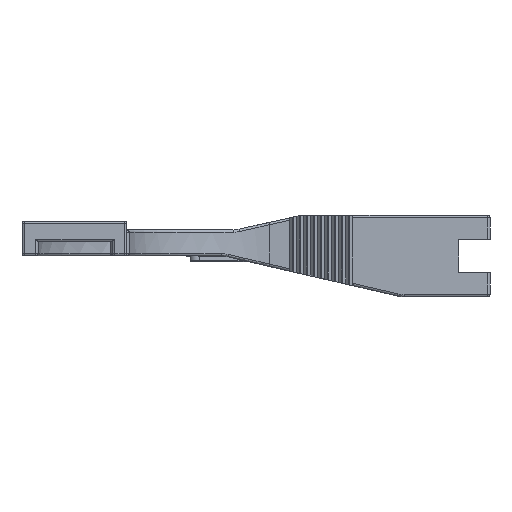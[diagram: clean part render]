
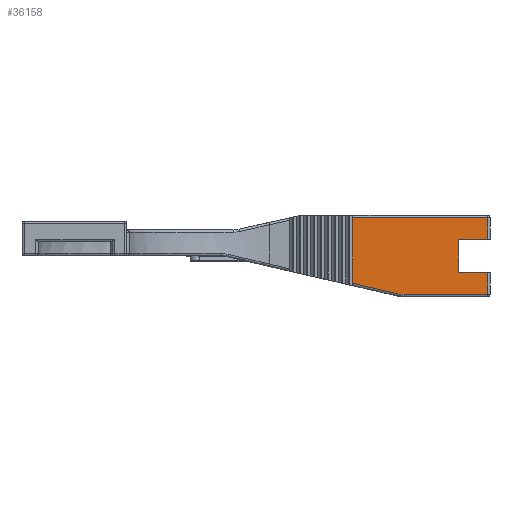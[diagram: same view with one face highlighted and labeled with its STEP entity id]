
A CAD part, left-side view. The second image highlights one B-rep face of the part: STEP entity #36158.
In plain terms, the highlighted planar face has unit normal (-1, -0.013, 0).
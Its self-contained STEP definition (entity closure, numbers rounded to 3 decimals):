
#12396=DIRECTION('',(0.013,-1.,0.));
#12397=VECTOR('',#12396,14.364);
#12398=CARTESIAN_POINT('',(-28.617,14.762,-6.6));
#12399=LINE('',#12398,#12397);
#12400=CARTESIAN_POINT('',(-28.631,15.797,
-6.482));
#12401=CARTESIAN_POINT('',(-28.63,15.749,
-6.493));
#12402=CARTESIAN_POINT('',(-28.629,15.651,
-6.514));
#12403=CARTESIAN_POINT('',(-28.627,15.505,
-6.541));
#12404=CARTESIAN_POINT('',(-28.625,15.357,
-6.562));
#12405=CARTESIAN_POINT('',(-28.623,15.209,
-6.579));
#12406=CARTESIAN_POINT('',(-28.621,15.061,
-6.591));
#12407=CARTESIAN_POINT('',(-28.619,14.912,
-6.598));
#12408=CARTESIAN_POINT('',(-28.617,14.812,
-6.6));
#12409=CARTESIAN_POINT('',(-28.617,14.762,-6.6));
#12411=DIRECTION('',(0.013,-0.974,-0.225));
#12412=VECTOR('',#12411,7.996);
#12413=CARTESIAN_POINT('',(-28.734,23.587,-4.684));
#12414=LINE('',#12413,#12412);
#12415=DIRECTION('',(0.,0.,1.));
#12416=VECTOR('',#12415,11.284);
#12417=CARTESIAN_POINT('',(-28.734,23.587,-4.684));
#12418=LINE('',#12417,#12416);
#12419=DIRECTION('',(-0.013,1.,0.));
#12420=VECTOR('',#12419,5.);
#12421=CARTESIAN_POINT('',(-28.426,0.4,2.825));
#12422=LINE('',#12421,#12420);
#12423=DIRECTION('',(0.,0.,1.));
#12424=VECTOR('',#12423,5.65);
#12425=CARTESIAN_POINT('',(-28.492,5.4,-2.825));
#12426=LINE('',#12425,#12424);
#12427=DIRECTION('',(-0.013,1.,0.));
#12428=VECTOR('',#12427,5.);
#12429=CARTESIAN_POINT('',(-28.426,0.4,-2.825));
#12430=LINE('',#12429,#12428);
#12491=DIRECTION('',(0.013,-1.,0.));
#12492=VECTOR('',#12491,23.189);
#12493=CARTESIAN_POINT('',(-28.734,23.587,6.6));
#12494=LINE('',#12493,#12492);
#12525=DIRECTION('',(0.,0.,-1.));
#12526=VECTOR('',#12525,3.775);
#12527=CARTESIAN_POINT('',(-28.426,0.4,6.6));
#12528=LINE('',#12527,#12526);
#13083=DIRECTION('',(0.,0.,-1.));
#13084=VECTOR('',#13083,3.775);
#13085=CARTESIAN_POINT('',(-28.426,0.4,-2.825));
#13086=LINE('',#13085,#13084);
#14923=CARTESIAN_POINT('',(-28.492,5.4,-2.825));
#14924=CARTESIAN_POINT('',(-28.492,5.4,2.825));
#14925=VERTEX_POINT('',#14923);
#14926=VERTEX_POINT('',#14924);
#15311=CARTESIAN_POINT('',(-28.734,23.587,6.6));
#15312=CARTESIAN_POINT('',(-28.426,0.4,6.6));
#15313=VERTEX_POINT('',#15311);
#15314=VERTEX_POINT('',#15312);
#15978=CARTESIAN_POINT('',(-28.617,14.762,-6.6));
#15979=CARTESIAN_POINT('',(-28.426,0.4,-6.6));
#15980=VERTEX_POINT('',#15978);
#15981=VERTEX_POINT('',#15979);
#15986=VERTEX_POINT('',#12400);
#15988=CARTESIAN_POINT('',(-28.734,23.587,-4.684));
#15989=VERTEX_POINT('',#15988);
#16226=CARTESIAN_POINT('',(-28.426,0.4,-2.825));
#16228=VERTEX_POINT('',#16226);
#16234=CARTESIAN_POINT('',(-28.426,0.4,2.825));
#16235=VERTEX_POINT('',#16234);
#36134=CARTESIAN_POINT('',(-28.75,24.787,-7.));
#36135=DIRECTION('',(-1.,-0.013,0.));
#36136=DIRECTION('',(0.013,-1.,0.));
#36137=AXIS2_PLACEMENT_3D('',#36134,#36135,#36136);
#36138=PLANE('',#36137);
#36140=ORIENTED_EDGE('',*,*,#36139,.F.);
#36142=ORIENTED_EDGE('',*,*,#36141,.F.);
#36144=ORIENTED_EDGE('',*,*,#36143,.F.);
#36145=ORIENTED_EDGE('',*,*,#36122,.T.);
#36147=ORIENTED_EDGE('',*,*,#36146,.T.);
#36149=ORIENTED_EDGE('',*,*,#36148,.T.);
#36151=ORIENTED_EDGE('',*,*,#36150,.T.);
#36152=ORIENTED_EDGE('',*,*,#34963,.F.);
#36153=ORIENTED_EDGE('',*,*,#18550,.F.);
#36155=ORIENTED_EDGE('',*,*,#36154,.T.);
#36156=EDGE_LOOP('',(#36140,#36142,#36144,#36145,#36147,#36149,#36151,#36152,
#36153,#36155));
#36157=FACE_OUTER_BOUND('',#36156,.F.);
#36158=ADVANCED_FACE('',(#36157),#36138,.T.);
#12410=B_SPLINE_CURVE_WITH_KNOTS('',3,(#12400,#12401,#12402,#12403,#12404,
#12405,#12406,#12407,#12408,#12409),.UNSPECIFIED.,.F.,.F.,(4,1,1,1,1,1,1,4),(
0.,0.143,0.286,0.429,0.571,
0.714,0.857,1.),.UNSPECIFIED.);
#18550=EDGE_CURVE('',#16228,#14925,#12430,.T.);
#34963=EDGE_CURVE('',#14925,#14926,#12426,.T.);
#36122=EDGE_CURVE('',#15989,#15313,#12418,.T.);
#36139=EDGE_CURVE('',#15980,#15981,#12399,.T.);
#36141=EDGE_CURVE('',#15986,#15980,#12410,.T.);
#36143=EDGE_CURVE('',#15989,#15986,#12414,.T.);
#36146=EDGE_CURVE('',#15313,#15314,#12494,.T.);
#36148=EDGE_CURVE('',#15314,#16235,#12528,.T.);
#36150=EDGE_CURVE('',#16235,#14926,#12422,.T.);
#36154=EDGE_CURVE('',#16228,#15981,#13086,.T.);
